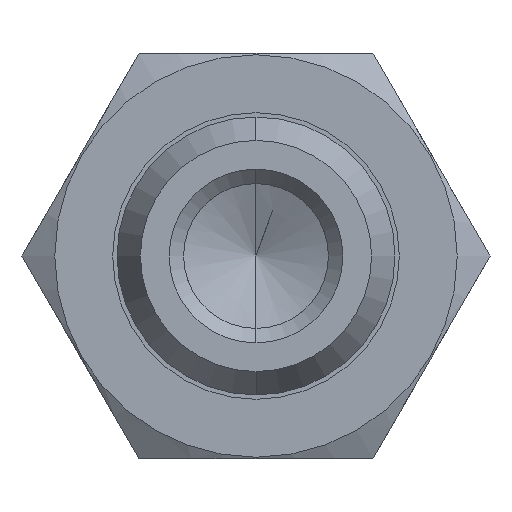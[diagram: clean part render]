
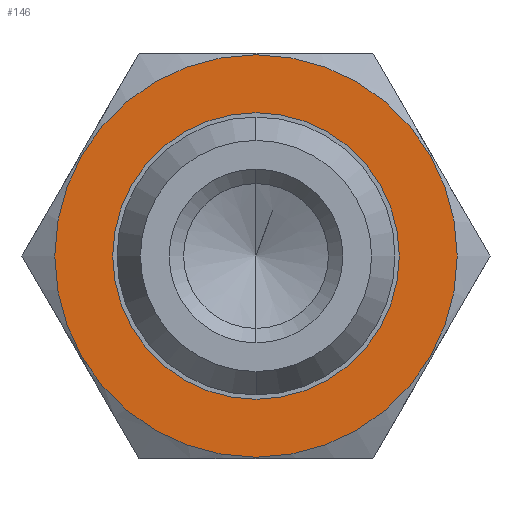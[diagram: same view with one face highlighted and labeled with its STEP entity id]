
A CAD part, front view. The second image highlights one B-rep face of the part: STEP entity #146.
In plain terms, the highlighted planar face has unit normal (0, -1, 0).
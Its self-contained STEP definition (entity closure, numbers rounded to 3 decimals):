
#3 = VERTEX_POINT ( 'NONE', #515 ) ;
#8 = EDGE_LOOP ( 'NONE', ( #23, #141 ) ) ;
#9 = EDGE_CURVE ( 'NONE', #14, #3, #511, .T. ) ;
#14 = VERTEX_POINT ( 'NONE', #449 ) ;
#17 = EDGE_LOOP ( 'NONE', ( #125, #24 ) ) ;
#22 = EDGE_CURVE ( 'NONE', #3, #14, #442, .T. ) ;
#23 = ORIENTED_EDGE ( 'NONE', *, *, #22, .F. ) ;
#24 = ORIENTED_EDGE ( 'NONE', *, *, #46, .T. ) ;
#30 = EDGE_CURVE ( 'NONE', #32, #34, #711, .T. ) ;
#32 = VERTEX_POINT ( 'NONE', #616 ) ;
#34 = VERTEX_POINT ( 'NONE', #707 ) ;
#46 = EDGE_CURVE ( 'NONE', #34, #32, #579, .T. ) ;
#125 = ORIENTED_EDGE ( 'NONE', *, *, #30, .T. ) ;
#141 = ORIENTED_EDGE ( 'NONE', *, *, #9, .F. ) ;
#146 = ADVANCED_FACE ( 'NONE', ( #851, #849 ), #846, .T. ) ;
#438 = DIRECTION ( 'NONE',  ( 0., 0., -1. ) ) ;
#439 = DIRECTION ( 'NONE',  ( 0., -1., 0. ) ) ;
#440 = CARTESIAN_POINT ( 'NONE',  ( 0., 0., 0. ) ) ;
#441 = AXIS2_PLACEMENT_3D ( 'NONE', #440, #439, #438 ) ;
#442 = CIRCLE ( 'NONE', #441, 4.95 ) ;
#449 = CARTESIAN_POINT ( 'NONE',  ( 0., 0., 4.95 ) ) ;
#507 = DIRECTION ( 'NONE',  ( 0., 0., -1. ) ) ;
#508 = DIRECTION ( 'NONE',  ( 0., -1., 0. ) ) ;
#509 = CARTESIAN_POINT ( 'NONE',  ( 0., 0., 0. ) ) ;
#510 = AXIS2_PLACEMENT_3D ( 'NONE', #509, #508, #507 ) ;
#511 = CIRCLE ( 'NONE', #510, 4.95 ) ;
#515 = CARTESIAN_POINT ( 'NONE',  ( 0., 0., -4.95 ) ) ;
#578 = AXIS2_PLACEMENT_3D ( 'NONE', #731, #730, #729 ) ;
#579 = CIRCLE ( 'NONE', #578, 6.95 ) ;
#616 = CARTESIAN_POINT ( 'NONE',  ( 0., 0., -6.95 ) ) ;
#700 = AXIS2_PLACEMENT_3D ( 'NONE', #701, #713, #712 ) ;
#701 = CARTESIAN_POINT ( 'NONE',  ( 0., 0., 0. ) ) ;
#707 = CARTESIAN_POINT ( 'NONE',  ( 0., 0., 6.95 ) ) ;
#711 = CIRCLE ( 'NONE', #700, 6.95 ) ;
#712 = DIRECTION ( 'NONE',  ( 0., 0., -1. ) ) ;
#713 = DIRECTION ( 'NONE',  ( 0., -1., 0. ) ) ;
#729 = DIRECTION ( 'NONE',  ( 0., 0., -1. ) ) ;
#730 = DIRECTION ( 'NONE',  ( 0., -1., 0. ) ) ;
#731 = CARTESIAN_POINT ( 'NONE',  ( 0., 0., 0. ) ) ;
#826 = DIRECTION ( 'NONE',  ( 0., 0., -1. ) ) ;
#845 = AXIS2_PLACEMENT_3D ( 'NONE', #848, #847, #826 ) ;
#846 = PLANE ( 'NONE',  #845 ) ;
#847 = DIRECTION ( 'NONE',  ( 0., -1., 0. ) ) ;
#848 = CARTESIAN_POINT ( 'NONE',  ( 4.95, 0., 0. ) ) ;
#849 = FACE_BOUND ( 'NONE', #8, .T. ) ;
#851 = FACE_OUTER_BOUND ( 'NONE', #17, .T. ) ;
